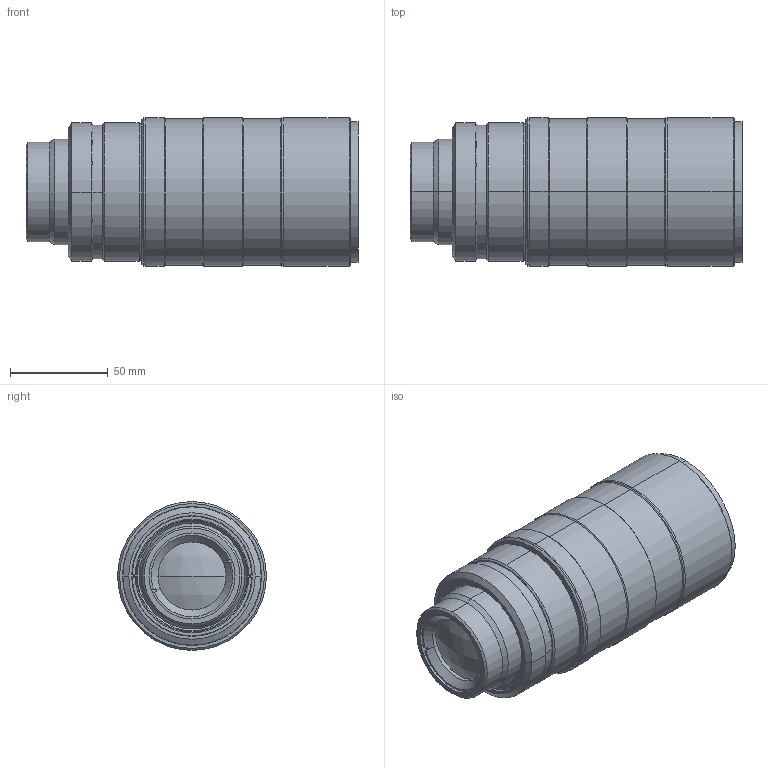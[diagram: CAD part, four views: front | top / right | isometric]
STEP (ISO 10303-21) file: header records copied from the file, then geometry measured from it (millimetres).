
FILE_DESCRIPTION (( 'STEP AP214' ), '1' );
FILE_NAME ('MC12K067.STEP', '2013-04-26T09:13:18', ( 'Work' ), ( '' ), 'SwSTEP 2.0', 'SolidWorks 2013', '' );
FILE_SCHEMA (( 'AUTOMOTIVE_DESIGN' ));
Length unit declared in the file: millimetre
Products named in the file (1): MC12K067
Bounding box: 169.61 x 76 x 76 mm (x, y, z)
Surface area: 79440.2 mm2 (no closed solid volume)
Topology: 0 solids, 12 shells, 99 faces, 251 edges, 165 vertices
Faces by surface type: cylinder 42, cone 34, plane 21, sphere 2
Entity records: 4288 total; most frequent: CARTESIAN_POINT 720, DIRECTION 575, ORIENTED_EDGE 430, EDGE_CURVE 251, AXIS2_PLACEMENT_3D 240, VERTEX_POINT 165, CIRCLE 140, EDGE_LOOP 118
